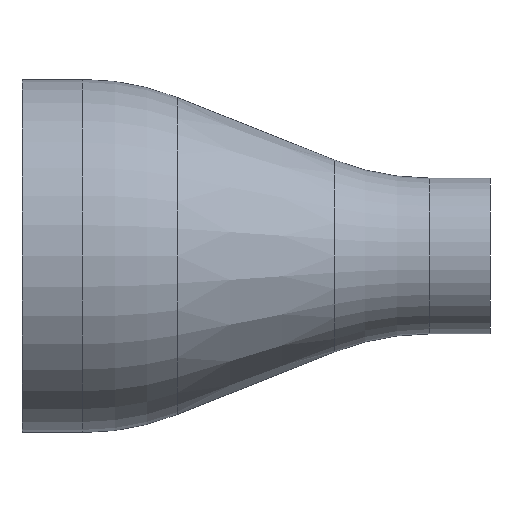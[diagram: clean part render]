
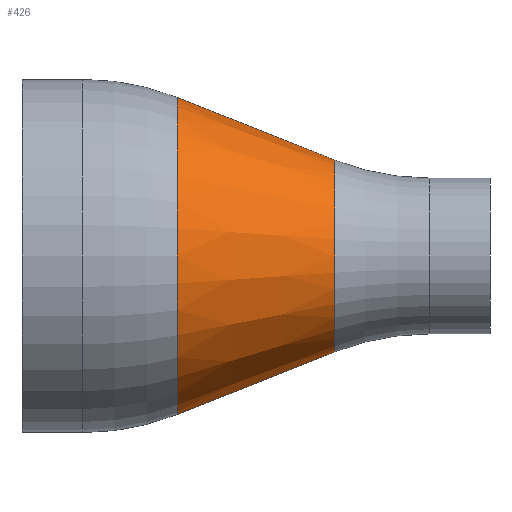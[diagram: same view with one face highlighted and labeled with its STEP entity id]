
A CAD part, front view. The second image highlights one B-rep face of the part: STEP entity #426.
In plain terms, the highlighted conical face has half-angle 21.656 degrees and reference radius 13.12 mm.
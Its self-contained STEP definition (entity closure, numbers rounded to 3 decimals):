
#17 = CARTESIAN_POINT ( 'NONE',  ( -10.778, 0., 0. ) ) ;
#31 = FACE_OUTER_BOUND ( 'NONE', #65, .T. ) ;
#40 = LINE ( 'NONE', #138, #642 ) ;
#41 = ORIENTED_EDGE ( 'NONE', *, *, #501, .F. ) ;
#65 = EDGE_LOOP ( 'NONE', ( #41, #436, #302, #205 ) ) ;
#70 = VERTEX_POINT ( 'NONE', #76 ) ;
#76 = CARTESIAN_POINT ( 'NONE',  ( -10.778, 0., 21.68 ) ) ;
#83 = CARTESIAN_POINT ( 'NONE',  ( 10.778, 0., -13.12 ) ) ;
#89 = CARTESIAN_POINT ( 'NONE',  ( 10.778, 0., 0. ) ) ;
#123 = EDGE_CURVE ( 'NONE', #305, #264, #225, .T. ) ;
#125 = CARTESIAN_POINT ( 'NONE',  ( 10.778, 0., 0. ) ) ;
#127 = DIRECTION ( 'NONE',  ( 0., 0., 1. ) ) ;
#138 = CARTESIAN_POINT ( 'NONE',  ( 10.778, 0., 13.12 ) ) ;
#141 = DIRECTION ( 'NONE',  ( -1., 0., 0. ) ) ;
#174 = DIRECTION ( 'NONE',  ( 0., 0., 1. ) ) ;
#181 = CARTESIAN_POINT ( 'NONE',  ( -10.778, 0., -21.68 ) ) ;
#205 = ORIENTED_EDGE ( 'NONE', *, *, #248, .F. ) ;
#216 = CARTESIAN_POINT ( 'NONE',  ( 10.778, 0., -13.12 ) ) ;
#225 = CIRCLE ( 'NONE', #588, 13.12 ) ;
#248 = EDGE_CURVE ( 'NONE', #419, #70, #397, .T. ) ;
#264 = VERTEX_POINT ( 'NONE', #626 ) ;
#283 = AXIS2_PLACEMENT_3D ( 'NONE', #17, #518, #174 ) ;
#286 = DIRECTION ( 'NONE',  ( -0.929, 0., -0.369 ) ) ;
#302 = ORIENTED_EDGE ( 'NONE', *, *, #427, .T. ) ;
#305 = VERTEX_POINT ( 'NONE', #216 ) ;
#355 = VECTOR ( 'NONE', #286, 1000. ) ;
#380 = DIRECTION ( 'NONE',  ( -1., 0., 0. ) ) ;
#384 = CONICAL_SURFACE ( 'NONE', #585, 13.12, 0.378 ) ;
#397 = CIRCLE ( 'NONE', #283, 21.68 ) ;
#419 = VERTEX_POINT ( 'NONE', #181 ) ;
#426 = ADVANCED_FACE ( 'NONE', ( #31 ), #384, .T. ) ;
#427 = EDGE_CURVE ( 'NONE', #264, #70, #40, .T. ) ;
#436 = ORIENTED_EDGE ( 'NONE', *, *, #123, .T. ) ;
#501 = EDGE_CURVE ( 'NONE', #305, #419, #643, .T. ) ;
#518 = DIRECTION ( 'NONE',  ( -1., 0., 0. ) ) ;
#555 = DIRECTION ( 'NONE',  ( 0., 0., 1. ) ) ;
#585 = AXIS2_PLACEMENT_3D ( 'NONE', #125, #380, #127 ) ;
#588 = AXIS2_PLACEMENT_3D ( 'NONE', #89, #141, #555 ) ;
#626 = CARTESIAN_POINT ( 'NONE',  ( 10.778, 0., 13.12 ) ) ;
#631 = DIRECTION ( 'NONE',  ( -0.929, 0., 0.369 ) ) ;
#642 = VECTOR ( 'NONE', #631, 1000. ) ;
#643 = LINE ( 'NONE', #83, #355 ) ;
